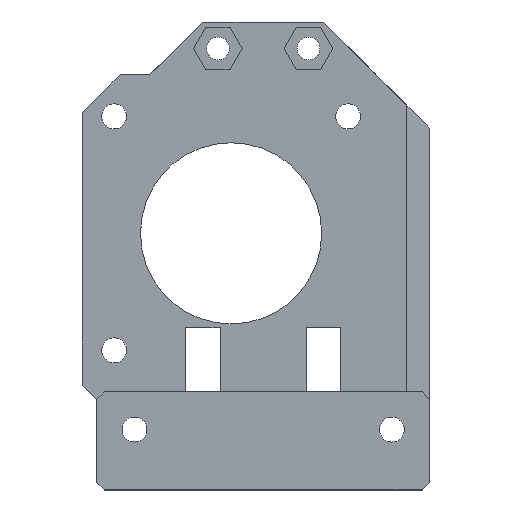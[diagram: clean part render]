
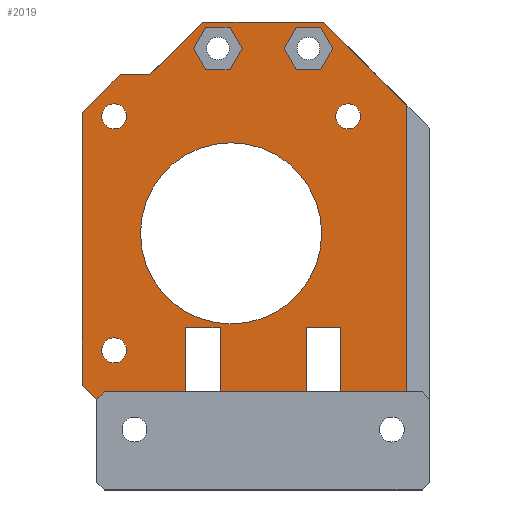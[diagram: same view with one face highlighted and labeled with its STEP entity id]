
A CAD part, front view. The second image highlights one B-rep face of the part: STEP entity #2019.
In plain terms, the highlighted planar face has unit normal (0, -1, 0).
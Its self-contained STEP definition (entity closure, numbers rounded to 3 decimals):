
#42=FACE_BOUND('',#239,.T.);
#43=FACE_BOUND('',#240,.T.);
#44=FACE_BOUND('',#241,.T.);
#45=FACE_BOUND('',#242,.T.);
#46=FACE_BOUND('',#243,.T.);
#47=FACE_BOUND('',#244,.T.);
#85=CIRCLE('',#2148,1.65);
#86=CIRCLE('',#2149,1.65);
#87=CIRCLE('',#2150,1.65);
#88=CIRCLE('',#2151,12.);
#129=FACE_OUTER_BOUND('',#238,.T.);
#238=EDGE_LOOP('',(#1382,#1383,#1384,#1385,#1386,#1387,#1388,#1389,#1390,
#1391,#1392,#1393,#1394,#1395,#1396,#1397,#1398,#1399));
#239=EDGE_LOOP('',(#1400,#1401,#1402,#1403,#1404,#1405));
#240=EDGE_LOOP('',(#1406,#1407,#1408,#1409,#1410,#1411));
#241=EDGE_LOOP('',(#1412));
#242=EDGE_LOOP('',(#1413));
#243=EDGE_LOOP('',(#1414));
#244=EDGE_LOOP('',(#1415));
#393=LINE('',#2904,#635);
#394=LINE('',#2908,#636);
#395=LINE('',#2914,#637);
#396=LINE('',#2916,#638);
#397=LINE('',#2918,#639);
#398=LINE('',#2920,#640);
#399=LINE('',#2922,#641);
#400=LINE('',#2924,#642);
#401=LINE('',#2926,#643);
#402=LINE('',#2928,#644);
#403=LINE('',#2930,#645);
#404=LINE('',#2932,#646);
#405=LINE('',#2934,#647);
#406=LINE('',#2936,#648);
#407=LINE('',#2938,#649);
#408=LINE('',#2940,#650);
#409=LINE('',#2941,#651);
#410=LINE('',#2942,#652);
#411=LINE('',#2945,#653);
#412=LINE('',#2947,#654);
#413=LINE('',#2949,#655);
#414=LINE('',#2951,#656);
#415=LINE('',#2953,#657);
#416=LINE('',#2954,#658);
#417=LINE('',#2957,#659);
#418=LINE('',#2959,#660);
#419=LINE('',#2961,#661);
#420=LINE('',#2963,#662);
#421=LINE('',#2965,#663);
#422=LINE('',#2966,#664);
#635=VECTOR('',#2331,10.);
#636=VECTOR('',#2334,10.);
#637=VECTOR('',#2341,1000.);
#638=VECTOR('',#2342,1000.);
#639=VECTOR('',#2343,1000.);
#640=VECTOR('',#2344,1000.);
#641=VECTOR('',#2345,1000.);
#642=VECTOR('',#2346,1000.);
#643=VECTOR('',#2347,1000.);
#644=VECTOR('',#2348,1000.);
#645=VECTOR('',#2349,1000.);
#646=VECTOR('',#2350,1000.);
#647=VECTOR('',#2351,1000.);
#648=VECTOR('',#2352,10.);
#649=VECTOR('',#2353,10.);
#650=VECTOR('',#2354,10.);
#651=VECTOR('',#2355,1000.);
#652=VECTOR('',#2356,10.);
#653=VECTOR('',#2357,1000.);
#654=VECTOR('',#2358,1000.);
#655=VECTOR('',#2359,1000.);
#656=VECTOR('',#2360,1000.);
#657=VECTOR('',#2361,1000.);
#658=VECTOR('',#2362,1000.);
#659=VECTOR('',#2363,1000.);
#660=VECTOR('',#2364,1000.);
#661=VECTOR('',#2365,1000.);
#662=VECTOR('',#2366,1000.);
#663=VECTOR('',#2367,1000.);
#664=VECTOR('',#2368,1000.);
#882=VERTEX_POINT('',#2901);
#883=VERTEX_POINT('',#2903);
#884=VERTEX_POINT('',#2905);
#885=VERTEX_POINT('',#2907);
#887=VERTEX_POINT('',#2913);
#888=VERTEX_POINT('',#2915);
#889=VERTEX_POINT('',#2917);
#890=VERTEX_POINT('',#2919);
#891=VERTEX_POINT('',#2921);
#892=VERTEX_POINT('',#2923);
#893=VERTEX_POINT('',#2925);
#894=VERTEX_POINT('',#2927);
#895=VERTEX_POINT('',#2929);
#896=VERTEX_POINT('',#2931);
#897=VERTEX_POINT('',#2933);
#898=VERTEX_POINT('',#2935);
#899=VERTEX_POINT('',#2937);
#900=VERTEX_POINT('',#2939);
#901=VERTEX_POINT('',#2943);
#902=VERTEX_POINT('',#2944);
#903=VERTEX_POINT('',#2946);
#904=VERTEX_POINT('',#2948);
#905=VERTEX_POINT('',#2950);
#906=VERTEX_POINT('',#2952);
#907=VERTEX_POINT('',#2955);
#908=VERTEX_POINT('',#2956);
#909=VERTEX_POINT('',#2958);
#910=VERTEX_POINT('',#2960);
#911=VERTEX_POINT('',#2962);
#912=VERTEX_POINT('',#2964);
#913=VERTEX_POINT('',#2967);
#914=VERTEX_POINT('',#2969);
#915=VERTEX_POINT('',#2971);
#916=VERTEX_POINT('',#2973);
#1080=EDGE_CURVE('',#883,#882,#393,.T.);
#1082=EDGE_CURVE('',#885,#884,#394,.T.);
#1085=EDGE_CURVE('',#887,#884,#395,.T.);
#1086=EDGE_CURVE('',#887,#888,#396,.T.);
#1087=EDGE_CURVE('',#889,#888,#397,.T.);
#1088=EDGE_CURVE('',#890,#889,#398,.T.);
#1089=EDGE_CURVE('',#890,#891,#399,.T.);
#1090=EDGE_CURVE('',#891,#892,#400,.T.);
#1091=EDGE_CURVE('',#892,#893,#401,.F.);
#1092=EDGE_CURVE('',#893,#894,#402,.T.);
#1093=EDGE_CURVE('',#894,#895,#403,.T.);
#1094=EDGE_CURVE('',#895,#896,#404,.T.);
#1095=EDGE_CURVE('',#897,#896,#405,.T.);
#1096=EDGE_CURVE('',#897,#898,#406,.T.);
#1097=EDGE_CURVE('',#898,#899,#407,.T.);
#1098=EDGE_CURVE('',#899,#900,#408,.T.);
#1099=EDGE_CURVE('',#883,#900,#409,.T.);
#1100=EDGE_CURVE('',#882,#885,#410,.T.);
#1101=EDGE_CURVE('',#901,#902,#411,.T.);
#1102=EDGE_CURVE('',#903,#901,#412,.T.);
#1103=EDGE_CURVE('',#904,#903,#413,.T.);
#1104=EDGE_CURVE('',#905,#904,#414,.T.);
#1105=EDGE_CURVE('',#906,#905,#415,.T.);
#1106=EDGE_CURVE('',#902,#906,#416,.T.);
#1107=EDGE_CURVE('',#907,#908,#417,.T.);
#1108=EDGE_CURVE('',#909,#907,#418,.T.);
#1109=EDGE_CURVE('',#910,#909,#419,.T.);
#1110=EDGE_CURVE('',#911,#910,#420,.T.);
#1111=EDGE_CURVE('',#912,#911,#421,.T.);
#1112=EDGE_CURVE('',#908,#912,#422,.T.);
#1113=EDGE_CURVE('',#913,#913,#85,.T.);
#1114=EDGE_CURVE('',#914,#914,#86,.T.);
#1115=EDGE_CURVE('',#915,#915,#87,.T.);
#1116=EDGE_CURVE('',#916,#916,#88,.T.);
#1382=ORIENTED_EDGE('',*,*,#1082,.T.);
#1383=ORIENTED_EDGE('',*,*,#1085,.F.);
#1384=ORIENTED_EDGE('',*,*,#1086,.T.);
#1385=ORIENTED_EDGE('',*,*,#1087,.F.);
#1386=ORIENTED_EDGE('',*,*,#1088,.F.);
#1387=ORIENTED_EDGE('',*,*,#1089,.T.);
#1388=ORIENTED_EDGE('',*,*,#1090,.T.);
#1389=ORIENTED_EDGE('',*,*,#1091,.T.);
#1390=ORIENTED_EDGE('',*,*,#1092,.T.);
#1391=ORIENTED_EDGE('',*,*,#1093,.T.);
#1392=ORIENTED_EDGE('',*,*,#1094,.T.);
#1393=ORIENTED_EDGE('',*,*,#1095,.F.);
#1394=ORIENTED_EDGE('',*,*,#1096,.T.);
#1395=ORIENTED_EDGE('',*,*,#1097,.T.);
#1396=ORIENTED_EDGE('',*,*,#1098,.T.);
#1397=ORIENTED_EDGE('',*,*,#1099,.F.);
#1398=ORIENTED_EDGE('',*,*,#1080,.T.);
#1399=ORIENTED_EDGE('',*,*,#1100,.T.);
#1400=ORIENTED_EDGE('',*,*,#1101,.F.);
#1401=ORIENTED_EDGE('',*,*,#1102,.F.);
#1402=ORIENTED_EDGE('',*,*,#1103,.F.);
#1403=ORIENTED_EDGE('',*,*,#1104,.F.);
#1404=ORIENTED_EDGE('',*,*,#1105,.F.);
#1405=ORIENTED_EDGE('',*,*,#1106,.F.);
#1406=ORIENTED_EDGE('',*,*,#1107,.F.);
#1407=ORIENTED_EDGE('',*,*,#1108,.F.);
#1408=ORIENTED_EDGE('',*,*,#1109,.F.);
#1409=ORIENTED_EDGE('',*,*,#1110,.F.);
#1410=ORIENTED_EDGE('',*,*,#1111,.F.);
#1411=ORIENTED_EDGE('',*,*,#1112,.F.);
#1412=ORIENTED_EDGE('',*,*,#1113,.F.);
#1413=ORIENTED_EDGE('',*,*,#1114,.F.);
#1414=ORIENTED_EDGE('',*,*,#1115,.F.);
#1415=ORIENTED_EDGE('',*,*,#1116,.F.);
#1936=PLANE('',#2147);
#2019=ADVANCED_FACE('',(#129,#42,#43,#44,#45,#46,#47),#1936,.T.);
#2147=AXIS2_PLACEMENT_3D('',#2912,#2339,#2340);
#2148=AXIS2_PLACEMENT_3D('',#2968,#2369,#2370);
#2149=AXIS2_PLACEMENT_3D('',#2970,#2371,#2372);
#2150=AXIS2_PLACEMENT_3D('',#2972,#2373,#2374);
#2151=AXIS2_PLACEMENT_3D('',#2974,#2375,#2376);
#2331=DIRECTION('',(0.,0.,1.));
#2334=DIRECTION('',(0.,0.,-1.));
#2339=DIRECTION('center_axis',(0.,-1.,0.));
#2340=DIRECTION('ref_axis',(1.,0.,0.));
#2341=DIRECTION('',(-1.,0.,0.));
#2342=DIRECTION('',(0.,0.,1.));
#2343=DIRECTION('',(0.707,0.,-0.707));
#2344=DIRECTION('',(1.,0.,0.));
#2345=DIRECTION('',(-0.707,0.,-0.707));
#2346=DIRECTION('',(-1.,0.,0.));
#2347=DIRECTION('',(0.707,0.,0.707));
#2348=DIRECTION('',(0.,0.,-1.));
#2349=DIRECTION('',(0.707,0.,-0.707));
#2350=DIRECTION('',(0.707,0.,0.707));
#2351=DIRECTION('',(-1.,0.,0.));
#2352=DIRECTION('',(0.,0.,1.));
#2353=DIRECTION('',(1.,0.,0.));
#2354=DIRECTION('',(0.,0.,-1.));
#2355=DIRECTION('',(-1.,0.,0.));
#2356=DIRECTION('',(1.,0.,0.));
#2357=DIRECTION('',(0.5,0.,-0.866));
#2358=DIRECTION('',(-0.5,0.,-0.866));
#2359=DIRECTION('',(-1.,0.,0.));
#2360=DIRECTION('',(-0.5,0.,0.866));
#2361=DIRECTION('',(0.5,0.,0.866));
#2362=DIRECTION('',(1.,0.,0.));
#2363=DIRECTION('',(0.5,0.,-0.866));
#2364=DIRECTION('',(-0.5,0.,-0.866));
#2365=DIRECTION('',(-1.,0.,0.));
#2366=DIRECTION('',(-0.5,0.,0.866));
#2367=DIRECTION('',(0.5,0.,0.866));
#2368=DIRECTION('',(1.,0.,0.));
#2369=DIRECTION('center_axis',(0.,-1.,0.));
#2370=DIRECTION('ref_axis',(0.,0.,-1.));
#2371=DIRECTION('center_axis',(0.,-1.,0.));
#2372=DIRECTION('ref_axis',(0.,0.,-1.));
#2373=DIRECTION('center_axis',(0.,-1.,0.));
#2374=DIRECTION('ref_axis',(0.,0.,-1.));
#2375=DIRECTION('center_axis',(0.,-1.,0.));
#2376=DIRECTION('ref_axis',(0.,0.,-1.));
#2901=CARTESIAN_POINT('',(5.695,-9.,21.5));
#2903=CARTESIAN_POINT('',(5.695,-9.,13.));
#2904=CARTESIAN_POINT('',(5.695,-9.,13.));
#2905=CARTESIAN_POINT('',(10.305,-9.,13.));
#2907=CARTESIAN_POINT('',(10.305,-9.,21.5));
#2908=CARTESIAN_POINT('',(10.305,-9.,13.));
#2912=CARTESIAN_POINT('Origin',(-0.95,-9.,37.));
#2913=CARTESIAN_POINT('',(19.05,-9.,13.));
#2914=CARTESIAN_POINT('',(0.,-9.,13.));
#2915=CARTESIAN_POINT('',(19.05,-9.,50.95));
#2916=CARTESIAN_POINT('',(19.05,-9.,55.));
#2917=CARTESIAN_POINT('',(8.,-9.,62.));
#2918=CARTESIAN_POINT('',(11.5,-9.,58.5));
#2919=CARTESIAN_POINT('',(-8.,-9.,62.));
#2920=CARTESIAN_POINT('',(4.,-9.,62.));
#2921=CARTESIAN_POINT('',(-15.,-9.,55.));
#2922=CARTESIAN_POINT('',(-11.5,-9.,58.5));
#2923=CARTESIAN_POINT('',(-18.95,-9.,55.));
#2924=CARTESIAN_POINT('',(-19.475,-9.,55.));
#2925=CARTESIAN_POINT('',(-23.95,-9.,50.));
#2926=CARTESIAN_POINT('',(-18.95,-9.,55.));
#2927=CARTESIAN_POINT('',(-23.95,-9.,13.9));
#2928=CARTESIAN_POINT('',(-23.95,-9.,34.45));
#2929=CARTESIAN_POINT('',(-22.05,-9.,12.));
#2930=CARTESIAN_POINT('',(-23.,-9.,12.95));
#2931=CARTESIAN_POINT('',(-21.05,-9.,13.));
#2932=CARTESIAN_POINT('',(-21.55,-9.,12.5));
#2933=CARTESIAN_POINT('',(-10.305,-9.,13.));
#2934=CARTESIAN_POINT('',(0.,-9.,13.));
#2935=CARTESIAN_POINT('',(-10.305,-9.,21.5));
#2936=CARTESIAN_POINT('',(-10.305,-9.,13.));
#2937=CARTESIAN_POINT('',(-5.695,-9.,21.5));
#2938=CARTESIAN_POINT('',(-0.475,-9.,21.5));
#2939=CARTESIAN_POINT('',(-5.695,-9.,13.));
#2940=CARTESIAN_POINT('',(-5.695,-9.,13.));
#2941=CARTESIAN_POINT('',(0.,-9.,13.));
#2942=CARTESIAN_POINT('',(-0.475,-9.,21.5));
#2943=CARTESIAN_POINT('',(2.767,-9.,58.5));
#2944=CARTESIAN_POINT('',(4.383,-9.,55.7));
#2945=CARTESIAN_POINT('',(3.575,-9.,57.1));
#2946=CARTESIAN_POINT('',(4.383,-9.,61.3));
#2947=CARTESIAN_POINT('',(3.575,-9.,59.9));
#2948=CARTESIAN_POINT('',(7.617,-9.,61.3));
#2949=CARTESIAN_POINT('',(6.,-9.,61.3));
#2950=CARTESIAN_POINT('',(9.233,-9.,58.5));
#2951=CARTESIAN_POINT('',(8.425,-9.,59.9));
#2952=CARTESIAN_POINT('',(7.617,-9.,55.7));
#2953=CARTESIAN_POINT('',(8.425,-9.,57.1));
#2954=CARTESIAN_POINT('',(6.,-9.,55.7));
#2955=CARTESIAN_POINT('',(-9.233,-9.,58.5));
#2956=CARTESIAN_POINT('',(-7.617,-9.,55.7));
#2957=CARTESIAN_POINT('',(-8.425,-9.,57.1));
#2958=CARTESIAN_POINT('',(-7.617,-9.,61.3));
#2959=CARTESIAN_POINT('',(-8.425,-9.,59.9));
#2960=CARTESIAN_POINT('',(-4.383,-9.,61.3));
#2961=CARTESIAN_POINT('',(-6.,-9.,61.3));
#2962=CARTESIAN_POINT('',(-2.767,-9.,58.5));
#2963=CARTESIAN_POINT('',(-3.575,-9.,59.9));
#2964=CARTESIAN_POINT('',(-4.383,-9.,55.7));
#2965=CARTESIAN_POINT('',(-3.575,-9.,57.1));
#2966=CARTESIAN_POINT('',(-6.,-9.,55.7));
#2967=CARTESIAN_POINT('',(-19.75,-9.,51.15));
#2968=CARTESIAN_POINT('Origin',(-19.75,-9.,49.5));
#2969=CARTESIAN_POINT('',(-19.75,-9.,20.15));
#2970=CARTESIAN_POINT('Origin',(-19.75,-9.,18.5));
#2971=CARTESIAN_POINT('',(11.25,-9.,51.15));
#2972=CARTESIAN_POINT('Origin',(11.25,-9.,49.5));
#2973=CARTESIAN_POINT('',(-4.25,-9.,46.));
#2974=CARTESIAN_POINT('Origin',(-4.25,-9.,34.));
